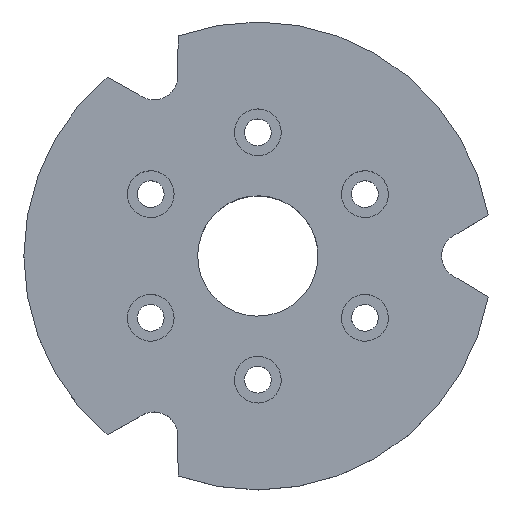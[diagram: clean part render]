
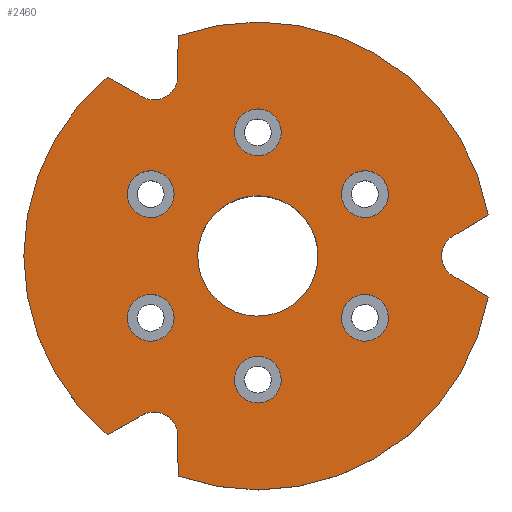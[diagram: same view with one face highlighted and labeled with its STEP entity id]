
A CAD part, top view. The second image highlights one B-rep face of the part: STEP entity #2460.
In plain terms, the highlighted planar face has unit normal (0, 0, 1).
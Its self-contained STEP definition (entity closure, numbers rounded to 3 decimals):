
#100=CARTESIAN_POINT('',(-24.035,54.978,33.));
#110=VERTEX_POINT('',#100);
#280=CARTESIAN_POINT('',(-23.799,65.83,33.));
#290=VERTEX_POINT('',#280);
#320=CARTESIAN_POINT('',(-23.799,65.83,33.));
#330=DIRECTION('',(-0.022,-1.,0.));
#340=VECTOR('',#330,1.);
#350=LINE('',#320,#340);
#360=EDGE_CURVE('',#290,#110,#350,.T.);
#410=CARTESIAN_POINT('',(15.588,9.,33.));
#420=DIRECTION('',(0.,0.,1.));
#430=DIRECTION('',(1.,0.,0.));
#440=AXIS2_PLACEMENT_3D('',#410,#420,#430);
#450=PLANE('',#440);
#460=CARTESIAN_POINT('',(-35.595,48.304,33.));
#470=DIRECTION('',(-0.877,0.481,0.));
#480=VECTOR('',#470,1.);
#490=LINE('',#460,#480);
#500=CARTESIAN_POINT('',(-35.595,48.304,33.));
#510=VERTEX_POINT('',#500);
#520=CARTESIAN_POINT('',(-45.111,53.525,33.));
#530=VERTEX_POINT('',#520);
#540=EDGE_CURVE('',#510,#530,#490,.T.);
#550=ORIENTED_EDGE('',*,*,#540,.T.);
#560=CARTESIAN_POINT('',(-31.063,53.802,33.));
#570=DIRECTION('',(0.,0.,-1.));
#580=DIRECTION('',(0.986,0.165,
0.));
#590=AXIS2_PLACEMENT_3D('',#560,#570,#580);
#600=CIRCLE('',#590,7.125);
#610=EDGE_CURVE('',#110,#510,#600,.T.);
#620=ORIENTED_EDGE('',*,*,#610,.T.);
#630=ORIENTED_EDGE('',*,*,#360,.T.);
#640=CARTESIAN_POINT('',(0.,0.,33.))
;
#650=DIRECTION('',(0.,0.,1.));
#660=DIRECTION('',(0.984,0.176,
0.));
#670=AXIS2_PLACEMENT_3D('',#640,#650,#660);
#680=CIRCLE('',#670,70.);
#690=CARTESIAN_POINT('',(68.91,12.305,33.));
#700=VERTEX_POINT('',#690);
#710=EDGE_CURVE('',#700,#290,#680,.T.);
#720=ORIENTED_EDGE('',*,*,#710,.T.);
#730=CARTESIAN_POINT('',(59.63,6.674,33.));
#740=DIRECTION('',(0.855,0.519,0.));
#750=VECTOR('',#740,1.);
#760=LINE('',#730,#750);
#770=CARTESIAN_POINT('',(59.63,6.674,33.));
#780=VERTEX_POINT('',#770);
#790=EDGE_CURVE('',#780,#700,#760,.T.);
#800=ORIENTED_EDGE('',*,*,#790,.T.);
#810=CARTESIAN_POINT('',(62.125,0.,33.));
#820=DIRECTION('',(-0.,0.,-1.));
#830=DIRECTION('',(-0.35,-0.937,0.));
#840=AXIS2_PLACEMENT_3D('',#810,#820,#830);
#850=CIRCLE('',#840,7.125);
#860=CARTESIAN_POINT('',(59.63,-6.674,33.));
#870=VERTEX_POINT('',#860);
#880=EDGE_CURVE('',#870,#780,#850,.T.);
#890=ORIENTED_EDGE('',*,*,#880,.T.);
#900=CARTESIAN_POINT('',(68.91,-12.305,33.));
#910=DIRECTION('',(-0.855,0.519,0.));
#920=VECTOR('',#910,1.);
#930=LINE('',#900,#920);
#940=CARTESIAN_POINT('',(68.91,-12.305,33.));
#950=VERTEX_POINT('',#940);
#960=EDGE_CURVE('',#950,#870,#930,.T.);
#970=ORIENTED_EDGE('',*,*,#960,.T.);
#980=CARTESIAN_POINT('',(0.,0.,33.))
;
#990=DIRECTION('',(0.,0.,1.));
#1000=DIRECTION('',(-0.34,-0.94,0.));
#1010=AXIS2_PLACEMENT_3D('',#980,#990,#1000);
#1020=CIRCLE('',#1010,70.);
#1030=CARTESIAN_POINT('',(-23.799,-65.83,33.));
#1040=VERTEX_POINT('',#1030);
#1050=EDGE_CURVE('',#1040,#950,#1020,.T.);
#1060=ORIENTED_EDGE('',*,*,#1050,.T.);
#1070=CARTESIAN_POINT('',(-24.035,-54.978,33.));
#1080=DIRECTION('',(0.022,-1.,0.));
#1090=VECTOR('',#1080,1.);
#1100=LINE('',#1070,#1090);
#1110=CARTESIAN_POINT('',(-24.035,-54.978,33.));
#1120=VERTEX_POINT('',#1110);
#1130=EDGE_CURVE('',#1120,#1040,#1100,.T.);
#1140=ORIENTED_EDGE('',*,*,#1130,.T.);
#1150=CARTESIAN_POINT('',(-31.063,-53.802,33.));
#1160=DIRECTION('',(0.,0.,-1.));
#1170=DIRECTION('',(-0.636,0.772,0.));
#1180=AXIS2_PLACEMENT_3D('',#1150,#1160,#1170);
#1190=CIRCLE('',#1180,7.125);
#1200=CARTESIAN_POINT('',(-35.595,-48.304,33.));
#1210=VERTEX_POINT('',#1200);
#1220=EDGE_CURVE('',#1210,#1120,#1190,.T.);
#1230=ORIENTED_EDGE('',*,*,#1220,.T.);
#1240=CARTESIAN_POINT('',(-45.111,-53.525,33.));
#1250=DIRECTION('',(0.877,0.481,0.));
#1260=VECTOR('',#1250,1.);
#1270=LINE('',#1240,#1260);
#1280=CARTESIAN_POINT('',(-45.111,-53.525,33.));
#1290=VERTEX_POINT('',#1280);
#1300=EDGE_CURVE('',#1290,#1210,#1270,.T.);
#1310=ORIENTED_EDGE('',*,*,#1300,.T.);
#1320=CARTESIAN_POINT('',(0.,0.,33.)
);
#1330=DIRECTION('',(0.,0.,1.));
#1340=DIRECTION('',(-0.644,0.765,0.));
#1350=AXIS2_PLACEMENT_3D('',#1320,#1330,#1340);
#1360=CIRCLE('',#1350,70.);
#1370=EDGE_CURVE('',#530,#1290,#1360,.T.);
#1380=ORIENTED_EDGE('',*,*,#1370,.T.);
#1390=EDGE_LOOP('',(#1380,#1310,#1230,#1140,#1060,#970,#890,#800,#720,
#630,#620,#550));
#1400=FACE_OUTER_BOUND('',#1390,.T.);
#1410=CARTESIAN_POINT('',(0.,0.,33.)
);
#1420=DIRECTION('',(0.,0.,-1.));
#1430=DIRECTION('',(-0.52,-0.854,0.));
#1440=AXIS2_PLACEMENT_3D('',#1410,#1420,#1430);
#1450=CIRCLE('',#1440,18.);
#1460=CARTESIAN_POINT('',(9.365,15.372,33.));
#1470=VERTEX_POINT('',#1460);
#1480=CARTESIAN_POINT('',(-9.365,-15.372,33.));
#1490=VERTEX_POINT('',#1480);
#1500=EDGE_CURVE('',#1470,#1490,#1450,.T.);
#1510=ORIENTED_EDGE('',*,*,#1500,.T.);
#1520=EDGE_CURVE('',#1490,#1470,#1450,.T.);
#1530=ORIENTED_EDGE('',*,*,#1520,.T.);
#1540=EDGE_LOOP('',(#1530,#1510));
#1550=FACE_BOUND('',#1540,.T.);
#1560=CARTESIAN_POINT('',(0.,-37.,33.));
#1570=DIRECTION('',(0.,0.,-1.));
#1580=DIRECTION('',(0.479,0.878,
0.));
#1590=AXIS2_PLACEMENT_3D('',#1560,#1570,#1580);
#1600=CIRCLE('',#1590,7.);
#1610=CARTESIAN_POINT('',(3.356,-30.857,33.));
#1620=VERTEX_POINT('',#1610);
#1630=CARTESIAN_POINT('',(-3.356,-43.143,33.));
#1640=VERTEX_POINT('',#1630);
#1650=EDGE_CURVE('',#1620,#1640,#1600,.T.);
#1660=ORIENTED_EDGE('',*,*,#1650,.T.);
#1670=EDGE_CURVE('',#1640,#1620,#1600,.T.);
#1680=ORIENTED_EDGE('',*,*,#1670,.T.);
#1690=EDGE_LOOP('',(#1680,#1660));
#1700=FACE_BOUND('',#1690,.T.);
#1710=CARTESIAN_POINT('',(-32.043,-18.5,33.));
#1720=DIRECTION('',(0.,0.,-1.));
#1730=DIRECTION('',(1.,0.024,
0.));
#1740=AXIS2_PLACEMENT_3D('',#1710,#1720,#1730);
#1750=CIRCLE('',#1740,7.);
#1760=CARTESIAN_POINT('',(-25.045,-18.335,33.));
#1770=VERTEX_POINT('',#1760);
#1780=CARTESIAN_POINT('',(-39.041,-18.665,33.));
#1790=VERTEX_POINT('',#1780);
#1800=EDGE_CURVE('',#1770,#1790,#1750,.T.);
#1810=ORIENTED_EDGE('',*,*,#1800,.T.);
#1820=EDGE_CURVE('',#1790,#1770,#1750,.T.);
#1830=ORIENTED_EDGE('',*,*,#1820,.T.);
#1840=EDGE_LOOP('',(#1830,#1810));
#1850=FACE_BOUND('',#1840,.T.);
#1860=CARTESIAN_POINT('',(-32.043,18.5,33.));
#1870=DIRECTION('',(0.,0.,-1.));
#1880=DIRECTION('',(0.52,-0.854,0.));
#1890=AXIS2_PLACEMENT_3D('',#1860,#1870,#1880);
#1900=CIRCLE('',#1890,7.);
#1910=CARTESIAN_POINT('',(-28.401,12.522,33.));
#1920=VERTEX_POINT('',#1910);
#1930=CARTESIAN_POINT('',(-35.685,24.478,33.));
#1940=VERTEX_POINT('',#1930);
#1950=EDGE_CURVE('',#1920,#1940,#1900,.T.);
#1960=ORIENTED_EDGE('',*,*,#1950,.T.);
#1970=EDGE_CURVE('',#1940,#1920,#1900,.T.);
#1980=ORIENTED_EDGE('',*,*,#1970,.T.);
#1990=EDGE_LOOP('',(#1980,#1960));
#2000=FACE_BOUND('',#1990,.T.);
#2010=CARTESIAN_POINT('',(0.,37.,33.));
#2020=DIRECTION('',(0.,0.,-1.));
#2030=DIRECTION('',(-0.479,-0.878,
0.));
#2040=AXIS2_PLACEMENT_3D('',#2010,#2020,#2030);
#2050=CIRCLE('',#2040,7.);
#2060=CARTESIAN_POINT('',(-3.356,30.857,33.));
#2070=VERTEX_POINT('',#2060);
#2080=CARTESIAN_POINT('',(3.356,43.143,33.));
#2090=VERTEX_POINT('',#2080);
#2100=EDGE_CURVE('',#2070,#2090,#2050,.T.);
#2110=ORIENTED_EDGE('',*,*,#2100,.T.);
#2120=EDGE_CURVE('',#2090,#2070,#2050,.T.);
#2130=ORIENTED_EDGE('',*,*,#2120,.T.);
#2140=EDGE_LOOP('',(#2130,#2110));
#2150=FACE_BOUND('',#2140,.T.);
#2160=CARTESIAN_POINT('',(32.043,18.5,33.));
#2170=DIRECTION('',(-0.,0.,-1.));
#2180=DIRECTION('',(-1.,-0.024,0.));
#2190=AXIS2_PLACEMENT_3D('',#2160,#2170,#2180);
#2200=CIRCLE('',#2190,7.);
#2210=CARTESIAN_POINT('',(25.045,18.335,33.));
#2220=VERTEX_POINT('',#2210);
#2230=CARTESIAN_POINT('',(39.041,18.665,33.));
#2240=VERTEX_POINT('',#2230);
#2250=EDGE_CURVE('',#2220,#2240,#2200,.T.);
#2260=ORIENTED_EDGE('',*,*,#2250,.T.);
#2270=EDGE_CURVE('',#2240,#2220,#2200,.T.);
#2280=ORIENTED_EDGE('',*,*,#2270,.T.);
#2290=EDGE_LOOP('',(#2280,#2260));
#2300=FACE_BOUND('',#2290,.T.);
#2310=CARTESIAN_POINT('',(32.043,-18.5,33.));
#2320=DIRECTION('',(0.,0.,-1.));
#2330=DIRECTION('',(-0.52,0.854,0.));
#2340=AXIS2_PLACEMENT_3D('',#2310,#2320,#2330);
#2350=CIRCLE('',#2340,7.);
#2360=CARTESIAN_POINT('',(28.401,-12.522,33.));
#2370=VERTEX_POINT('',#2360);
#2380=CARTESIAN_POINT('',(35.685,-24.478,33.));
#2390=VERTEX_POINT('',#2380);
#2400=EDGE_CURVE('',#2370,#2390,#2350,.T.);
#2410=ORIENTED_EDGE('',*,*,#2400,.T.);
#2420=EDGE_CURVE('',#2390,#2370,#2350,.T.);
#2430=ORIENTED_EDGE('',*,*,#2420,.T.);
#2440=EDGE_LOOP('',(#2430,#2410));
#2450=FACE_BOUND('',#2440,.T.);
#2460=ADVANCED_FACE('',(#1400,#1550,#1700,#1850,#2000,#2150,#2300,#2450)
,#450,.T.);
